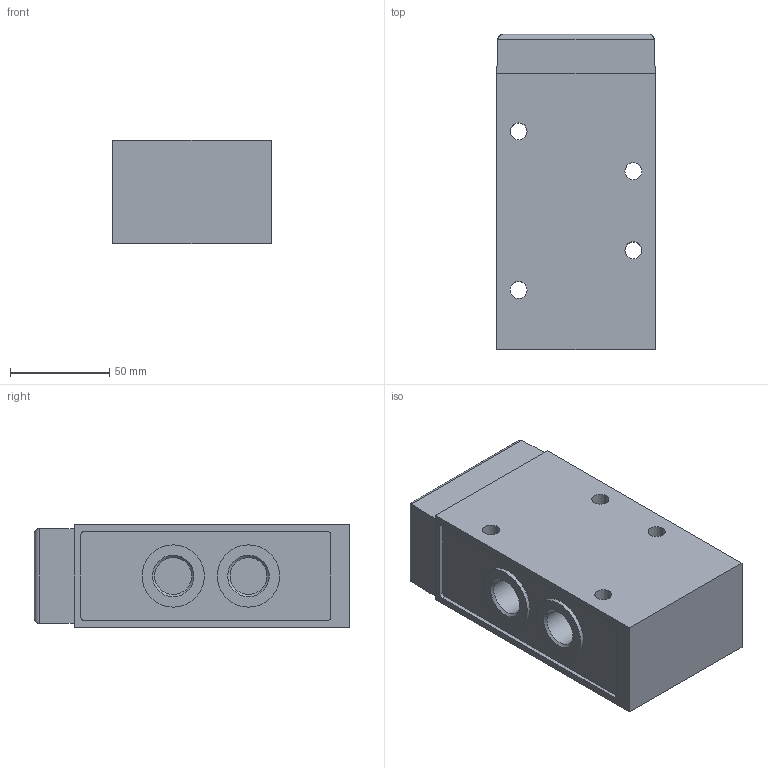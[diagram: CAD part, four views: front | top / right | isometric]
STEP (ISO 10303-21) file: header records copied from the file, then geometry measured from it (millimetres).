
FILE_DESCRIPTION(/* description */ ('STEP AP214'),/* implementation_level */ '2;1');
FILE_NAME(/* name */ '9445_VL-5-1_2',/* time_stamp */ '2024-09-16T15:32:38+02:00',/* author */ ('License CC BY-ND 4.0'),/* organization */ ('CADENAS'),/* preprocessor_version */ 'ST-DEVELOPER v19.3',/* originating_system */ 'PARTsolutions',/* authorisation */ ' ');
FILE_SCHEMA (('AUTOMOTIVE_DESIGN {1 0 10303 214 3 1 1}'));
Length unit declared in the file: millimetre
Products named in the file (1): 9445 VL-5-1/2
Bounding box: 80 x 159 x 52 mm (x, y, z)
Volume: 595026.5 mm3; surface area: 63870.7 mm2
Topology: 1 solids, 1 shells, 66 faces, 148 edges, 96 vertices
Faces by surface type: plane 33, cylinder 27, cone 6
Full cylindrical faces by diameter (mm): 8.6 x4, 11.445 x1, 18.631 x5, 31.433 x4
Entity records: 1776 total; most frequent: DIRECTION 320, CARTESIAN_POINT 287, ORIENTED_EDGE 252, AXIS2_PLACEMENT_3D 127, EDGE_CURVE 126, EDGE_LOOP 106, FACE_BOUND 106, VERTEX_POINT 94
